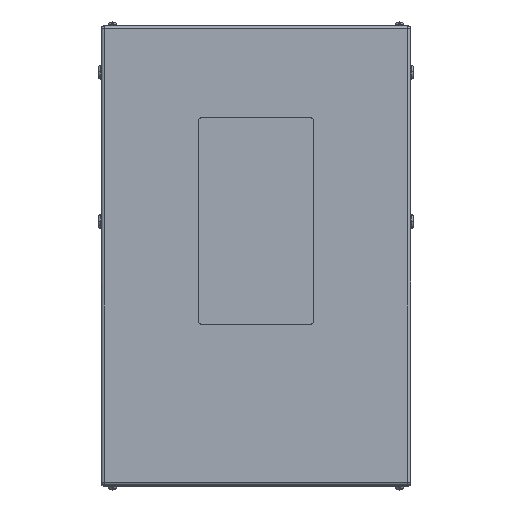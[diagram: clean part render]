
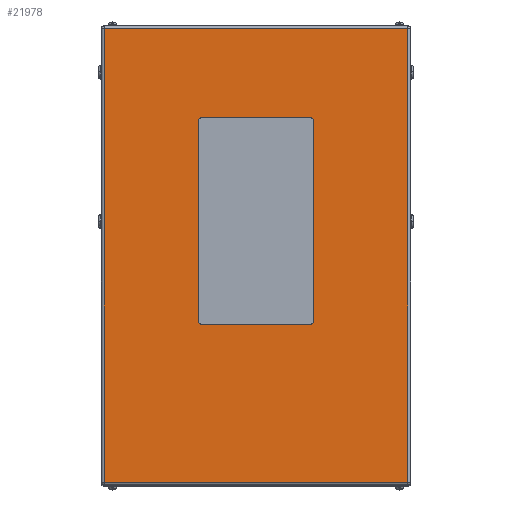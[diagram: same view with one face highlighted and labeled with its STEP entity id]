
A CAD part, top view. The second image highlights one B-rep face of the part: STEP entity #21978.
In plain terms, the highlighted planar face has unit normal (0, 0, 1).
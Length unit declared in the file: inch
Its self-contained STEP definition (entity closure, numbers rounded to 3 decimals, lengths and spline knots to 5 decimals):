
#839 = AXIS2_PLACEMENT_3D ( 'NONE', #19428, #19659, #16234 ) ;
#1142 = VERTEX_POINT ( 'NONE', #7177 ) ;
#1184 = VERTEX_POINT ( 'NONE', #3821 ) ;
#1421 = CARTESIAN_POINT ( 'NONE',  ( 4.75, -6., 25.5 ) ) ;
#1507 = VECTOR ( 'NONE', #22158, 39.37008 ) ;
#1576 = DIRECTION ( 'NONE',  ( 0., 1., 0. ) ) ;
#1609 = FACE_BOUND ( 'NONE', #22267, .T. ) ;
#2371 = CARTESIAN_POINT ( 'NONE',  ( 13.234, -19.734, 25.5 ) ) ;
#2648 = DIRECTION ( 'NONE',  ( 0., 0., 1. ) ) ;
#2913 = ORIENTED_EDGE ( 'NONE', *, *, #20392, .F. ) ;
#3047 = AXIS2_PLACEMENT_3D ( 'NONE', #6586, #18691, #20924 ) ;
#3112 = EDGE_CURVE ( 'NONE', #14527, #1142, #20370, .T. ) ;
#3228 = CARTESIAN_POINT ( 'NONE',  ( 13.5, 19.734, 25.5 ) ) ;
#3407 = VERTEX_POINT ( 'NONE', #14709 ) ;
#3503 = CARTESIAN_POINT ( 'NONE',  ( -4.75, 12., 25.5 ) ) ;
#3542 = FACE_OUTER_BOUND ( 'NONE', #4852, .T. ) ;
#3640 = ORIENTED_EDGE ( 'NONE', *, *, #12848, .F. ) ;
#3821 = CARTESIAN_POINT ( 'NONE',  ( 5., 11.75, 25.5 ) ) ;
#3927 = VERTEX_POINT ( 'NONE', #18247 ) ;
#4192 = AXIS2_PLACEMENT_3D ( 'NONE', #15238, #2648, #9737 ) ;
#4236 = LINE ( 'NONE', #6073, #1507 ) ;
#4416 = VECTOR ( 'NONE', #12897, 39.37008 ) ;
#4576 = CARTESIAN_POINT ( 'NONE',  ( -4.75, -6., 25.5 ) ) ;
#4630 = ORIENTED_EDGE ( 'NONE', *, *, #9298, .F. ) ;
#4852 = EDGE_LOOP ( 'NONE', ( #10439, #20387, #19940, #16610 ) ) ;
#5299 = CIRCLE ( 'NONE', #839, 0.25 ) ;
#5357 = LINE ( 'NONE', #3503, #20889 ) ;
#5546 = VECTOR ( 'NONE', #7212, 39.37008 ) ;
#5761 = CARTESIAN_POINT ( 'NONE',  ( -4.75, -6., 25.5 ) ) ;
#5873 = CARTESIAN_POINT ( 'NONE',  ( -13.234, 19.734, 25.5 ) ) ;
#6073 = CARTESIAN_POINT ( 'NONE',  ( -13.234, 20., 25.5 ) ) ;
#6355 = EDGE_CURVE ( 'NONE', #1142, #13294, #22120, .T. ) ;
#6586 = CARTESIAN_POINT ( 'NONE',  ( -4.75, 11.75, 25.5 ) ) ;
#6819 = DIRECTION ( 'NONE',  ( -1., 0., 0. ) ) ;
#7025 = EDGE_CURVE ( 'NONE', #19069, #14527, #4236, .T. ) ;
#7125 = DIRECTION ( 'NONE',  ( 0., 0., 1. ) ) ;
#7177 = CARTESIAN_POINT ( 'NONE',  ( 13.234, -19.734, 25.5 ) ) ;
#7212 = DIRECTION ( 'NONE',  ( 0., -1., 0. ) ) ;
#7600 = AXIS2_PLACEMENT_3D ( 'NONE', #15813, #7125, #17695 ) ;
#7654 = EDGE_CURVE ( 'NONE', #17182, #10231, #22112, .T. ) ;
#7707 = CARTESIAN_POINT ( 'NONE',  ( -5., 11.75, 25.5 ) ) ;
#7863 = VERTEX_POINT ( 'NONE', #11459 ) ;
#8129 = ORIENTED_EDGE ( 'NONE', *, *, #13985, .F. ) ;
#8272 = CIRCLE ( 'NONE', #4192, 0.25 ) ;
#8359 = VERTEX_POINT ( 'NONE', #1421 ) ;
#8414 = CARTESIAN_POINT ( 'NONE',  ( 5., 11.75, 25.5 ) ) ;
#8437 = VECTOR ( 'NONE', #1576, 39.37008 ) ;
#8446 = ORIENTED_EDGE ( 'NONE', *, *, #7654, .F. ) ;
#9125 = ORIENTED_EDGE ( 'NONE', *, *, #11360, .F. ) ;
#9298 = EDGE_CURVE ( 'NONE', #1184, #7863, #5299, .T. ) ;
#9737 = DIRECTION ( 'NONE',  ( 1., 0., 0. ) ) ;
#10231 = VERTEX_POINT ( 'NONE', #7707 ) ;
#10439 = ORIENTED_EDGE ( 'NONE', *, *, #7025, .T. ) ;
#10605 = LINE ( 'NONE', #16140, #5546 ) ;
#10909 = EDGE_CURVE ( 'NONE', #17687, #8359, #11122, .T. ) ;
#11122 = LINE ( 'NONE', #5761, #4416 ) ;
#11360 = EDGE_CURVE ( 'NONE', #10231, #3927, #10605, .T. ) ;
#11459 = CARTESIAN_POINT ( 'NONE',  ( 4.75, 12., 25.5 ) ) ;
#12423 = PLANE ( 'NONE',  #19715 ) ;
#12491 = DIRECTION ( 'NONE',  ( -1., 0., 0. ) ) ;
#12848 = EDGE_CURVE ( 'NONE', #8359, #3407, #8272, .T. ) ;
#12897 = DIRECTION ( 'NONE',  ( 1., 0., 0. ) ) ;
#13205 = DIRECTION ( 'NONE',  ( 0., 1., 0. ) ) ;
#13294 = VERTEX_POINT ( 'NONE', #21177 ) ;
#13895 = CARTESIAN_POINT ( 'NONE',  ( -4.75, 12., 25.5 ) ) ;
#13985 = EDGE_CURVE ( 'NONE', #7863, #17182, #5357, .T. ) ;
#14474 = VECTOR ( 'NONE', #13205, 39.37008 ) ;
#14527 = VERTEX_POINT ( 'NONE', #20909 ) ;
#14709 = CARTESIAN_POINT ( 'NONE',  ( 5., -5.75, 25.5 ) ) ;
#15238 = CARTESIAN_POINT ( 'NONE',  ( 4.75, -5.75, 25.5 ) ) ;
#15813 = CARTESIAN_POINT ( 'NONE',  ( -4.75, -5.75, 25.5 ) ) ;
#15922 = CARTESIAN_POINT ( 'NONE',  ( 13.5, 20., 25.5 ) ) ;
#16118 = ORIENTED_EDGE ( 'NONE', *, *, #10909, .F. ) ;
#16140 = CARTESIAN_POINT ( 'NONE',  ( -5., 11.75, 25.5 ) ) ;
#16234 = DIRECTION ( 'NONE',  ( -1., 0., 0. ) ) ;
#16610 = ORIENTED_EDGE ( 'NONE', *, *, #22930, .T. ) ;
#17182 = VERTEX_POINT ( 'NONE', #13895 ) ;
#17216 = ORIENTED_EDGE ( 'NONE', *, *, #18180, .F. ) ;
#17558 = LINE ( 'NONE', #8414, #8437 ) ;
#17687 = VERTEX_POINT ( 'NONE', #4576 ) ;
#17695 = DIRECTION ( 'NONE',  ( 1., 0., 0. ) ) ;
#17717 = CIRCLE ( 'NONE', #7600, 0.25 ) ;
#18180 = EDGE_CURVE ( 'NONE', #3927, #17687, #17717, .T. ) ;
#18247 = CARTESIAN_POINT ( 'NONE',  ( -5., -5.75, 25.5 ) ) ;
#18691 = DIRECTION ( 'NONE',  ( 0., 0., 1. ) ) ;
#19027 = VECTOR ( 'NONE', #6819, 39.37008 ) ;
#19069 = VERTEX_POINT ( 'NONE', #5873 ) ;
#19274 = LINE ( 'NONE', #3228, #19027 ) ;
#19428 = CARTESIAN_POINT ( 'NONE',  ( 4.75, 11.75, 25.5 ) ) ;
#19592 = DIRECTION ( 'NONE',  ( -1., 0., 0. ) ) ;
#19659 = DIRECTION ( 'NONE',  ( 0., 0., 1. ) ) ;
#19693 = CARTESIAN_POINT ( 'NONE',  ( 13.234, 20., 25.5 ) ) ;
#19715 = AXIS2_PLACEMENT_3D ( 'NONE', #15922, #23096, #19592 ) ;
#19940 = ORIENTED_EDGE ( 'NONE', *, *, #6355, .T. ) ;
#20093 = VECTOR ( 'NONE', #22366, 39.37008 ) ;
#20370 = LINE ( 'NONE', #2371, #20093 ) ;
#20387 = ORIENTED_EDGE ( 'NONE', *, *, #3112, .T. ) ;
#20392 = EDGE_CURVE ( 'NONE', #3407, #1184, #17558, .T. ) ;
#20889 = VECTOR ( 'NONE', #12491, 39.37008 ) ;
#20909 = CARTESIAN_POINT ( 'NONE',  ( -13.234, -19.734, 25.5 ) ) ;
#20924 = DIRECTION ( 'NONE',  ( 1., 0., 0. ) ) ;
#21177 = CARTESIAN_POINT ( 'NONE',  ( 13.234, 19.734, 25.5 ) ) ;
#21978 = ADVANCED_FACE ( 'NONE', ( #1609, #3542 ), #12423, .F. ) ;
#22112 = CIRCLE ( 'NONE', #3047, 0.25 ) ;
#22120 = LINE ( 'NONE', #19693, #14474 ) ;
#22158 = DIRECTION ( 'NONE',  ( 0., -1., 0. ) ) ;
#22267 = EDGE_LOOP ( 'NONE', ( #16118, #17216, #9125, #8446, #8129, #4630, #2913, #3640 ) ) ;
#22366 = DIRECTION ( 'NONE',  ( 1., 0., 0. ) ) ;
#22930 = EDGE_CURVE ( 'NONE', #13294, #19069, #19274, .T. ) ;
#23096 = DIRECTION ( 'NONE',  ( 0., 0., -1. ) ) ;
